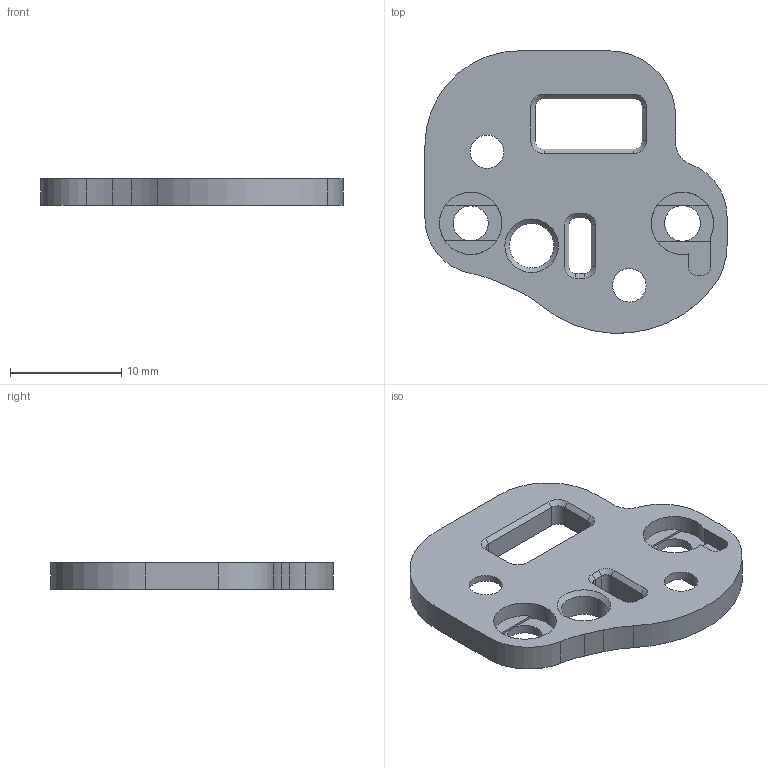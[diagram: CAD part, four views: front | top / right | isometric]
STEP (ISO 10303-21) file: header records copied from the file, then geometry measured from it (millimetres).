
FILE_DESCRIPTION(/* description */ (''),/* implementation_level */ '2;1');
FILE_NAME(/* name */ 'PCB_Mount_Normal.stp',/* time_stamp */ '2022-07-23T14:33:38+02:00',/* author */ ('Rama'),/* organization */ (''),/* preprocessor_version */ 'ST-DEVELOPER v18.1',/* originating_system */ 'Autodesk Inventor 2022',/* authorisation */ '');
FILE_SCHEMA (('AUTOMOTIVE_DESIGN { 1 0 10303 214 3 1 1 }'));
Length unit declared in the file: millimetre
Products named in the file (1): PCB_Mount_ReversedPCB
Bounding box: 27.1 x 25.34 x 2.4 mm (x, y, z)
Volume: 881.9 mm3; surface area: 1352.6 mm2
Topology: 1 solids, 1 shells, 100 faces, 268 edges, 171 vertices
Faces by surface type: plane 56, cylinder 35, cone 9
Full cylindrical faces by diameter (mm): 3 x2, 3.15 x1, 3.2 x1, 4 x1, 5.6 x1
Entity records: 3209 total; most frequent: CARTESIAN_POINT 567, DIRECTION 556, ORIENTED_EDGE 536, EDGE_CURVE 268, AXIS2_PLACEMENT_3D 190, LINE 176, VECTOR 176, VERTEX_POINT 171
